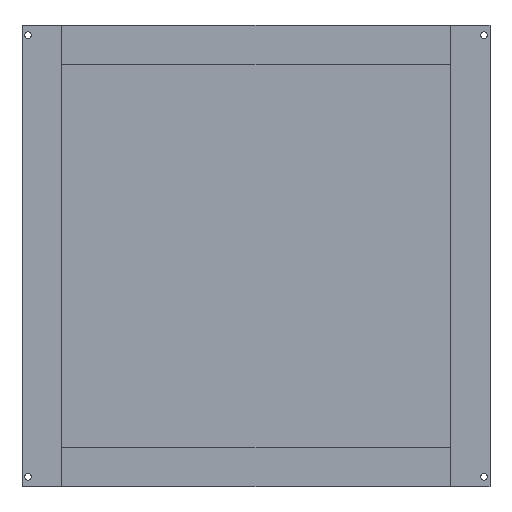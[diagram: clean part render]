
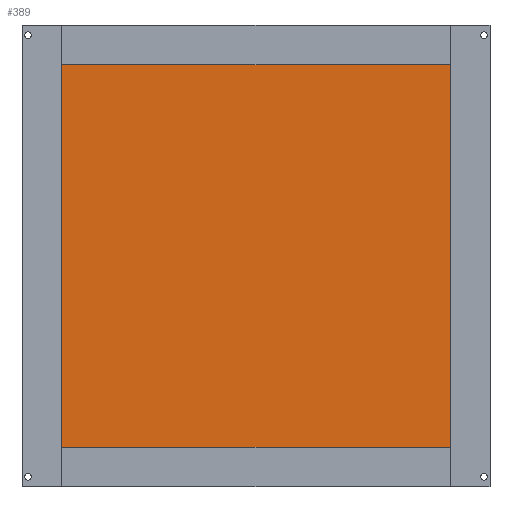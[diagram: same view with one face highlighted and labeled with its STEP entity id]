
A CAD part, top view. The second image highlights one B-rep face of the part: STEP entity #389.
In plain terms, the highlighted planar face has unit normal (0, 0, 1).
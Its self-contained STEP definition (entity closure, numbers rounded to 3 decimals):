
#14 = DIRECTION ( 'NONE',  ( 0., -1., 0. ) ) ;
#101 = CARTESIAN_POINT ( 'NONE',  ( 315., 310., 0. ) ) ;
#119 = AXIS2_PLACEMENT_3D ( 'NONE', #864, #430, #729 ) ;
#126 = PLANE ( 'NONE',  #119 ) ;
#203 = CARTESIAN_POINT ( 'NONE',  ( -315., 310., 0. ) ) ;
#207 = VERTEX_POINT ( 'NONE', #101 ) ;
#279 = FACE_OUTER_BOUND ( 'NONE', #291, .T. ) ;
#291 = EDGE_LOOP ( 'NONE', ( #381, #939, #776, #343 ) ) ;
#319 = EDGE_CURVE ( 'NONE', #522, #207, #937, .T. ) ;
#335 = DIRECTION ( 'NONE',  ( -1., 0., 0. ) ) ;
#343 = ORIENTED_EDGE ( 'NONE', *, *, #319, .F. ) ;
#381 = ORIENTED_EDGE ( 'NONE', *, *, #544, .F. ) ;
#389 = ADVANCED_FACE ( 'NONE', ( #279 ), #126, .T. ) ;
#412 = VERTEX_POINT ( 'NONE', #724 ) ;
#413 = CARTESIAN_POINT ( 'NONE',  ( 315., -310., 0. ) ) ;
#415 = DIRECTION ( 'NONE',  ( 1., 0., 0. ) ) ;
#430 = DIRECTION ( 'NONE',  ( 0., 0., 1. ) ) ;
#465 = VECTOR ( 'NONE', #673, 1000. ) ;
#475 = LINE ( 'NONE', #868, #465 ) ;
#508 = LINE ( 'NONE', #630, #601 ) ;
#522 = VERTEX_POINT ( 'NONE', #203 ) ;
#544 = EDGE_CURVE ( 'NONE', #547, #522, #475, .T. ) ;
#547 = VERTEX_POINT ( 'NONE', #597 ) ;
#572 = VECTOR ( 'NONE', #335, 1000. ) ;
#597 = CARTESIAN_POINT ( 'NONE',  ( -315., -310., 0. ) ) ;
#601 = VECTOR ( 'NONE', #14, 1000. ) ;
#603 = VECTOR ( 'NONE', #415, 1000. ) ;
#630 = CARTESIAN_POINT ( 'NONE',  ( 315., -310., 0. ) ) ;
#673 = DIRECTION ( 'NONE',  ( 0., 1., 0. ) ) ;
#724 = CARTESIAN_POINT ( 'NONE',  ( 315., -310., 0. ) ) ;
#729 = DIRECTION ( 'NONE',  ( 1., 0., 0. ) ) ;
#771 = CARTESIAN_POINT ( 'NONE',  ( 315., 310., 0. ) ) ;
#776 = ORIENTED_EDGE ( 'NONE', *, *, #862, .F. ) ;
#819 = EDGE_CURVE ( 'NONE', #412, #547, #961, .T. ) ;
#862 = EDGE_CURVE ( 'NONE', #207, #412, #508, .T. ) ;
#864 = CARTESIAN_POINT ( 'NONE',  ( 0., 0., 0. ) ) ;
#868 = CARTESIAN_POINT ( 'NONE',  ( -315., -310., 0. ) ) ;
#937 = LINE ( 'NONE', #771, #603 ) ;
#939 = ORIENTED_EDGE ( 'NONE', *, *, #819, .F. ) ;
#961 = LINE ( 'NONE', #413, #572 ) ;
